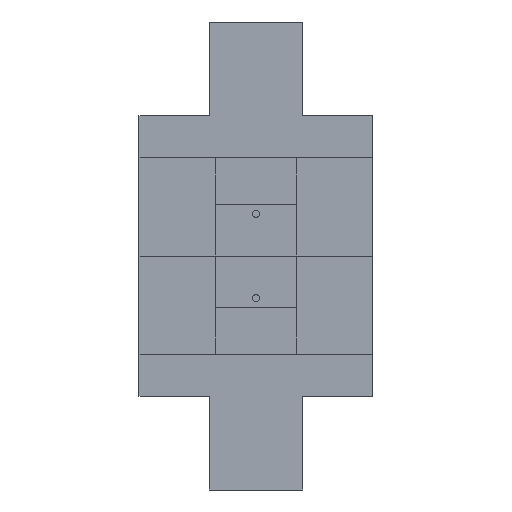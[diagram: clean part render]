
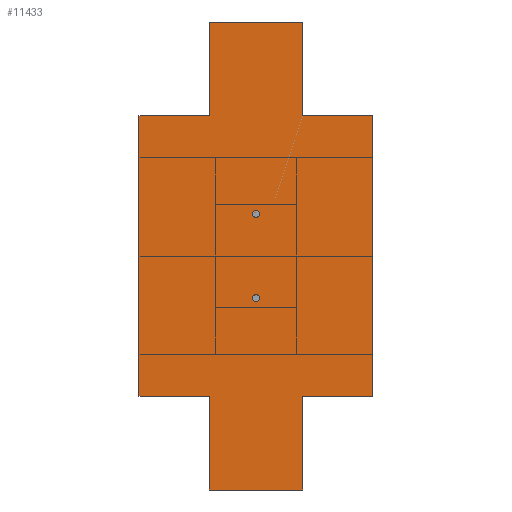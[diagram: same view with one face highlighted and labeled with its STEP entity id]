
A CAD part, front view. The second image highlights one B-rep face of the part: STEP entity #11433.
In plain terms, the highlighted planar face has unit normal (0, -1, 0).
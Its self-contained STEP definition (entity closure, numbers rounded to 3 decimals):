
#11142 = VERTEX_POINT('',#11143);
#11143 = CARTESIAN_POINT('',(2.,-0.425,-6.));
#11149 = EDGE_CURVE('',#11150,#11142,#11152,.T.);
#11150 = VERTEX_POINT('',#11151);
#11151 = CARTESIAN_POINT('',(2.,-0.425,-10.));
#11152 = LINE('',#11153,#11154);
#11153 = CARTESIAN_POINT('',(2.,-0.425,-4.25));
#11154 = VECTOR('',#11155,1.);
#11155 = DIRECTION('',(0.,-0.,1.));
#11180 = VERTEX_POINT('',#11181);
#11181 = CARTESIAN_POINT('',(5.,-0.425,-6.));
#11187 = EDGE_CURVE('',#11142,#11180,#11188,.T.);
#11188 = LINE('',#11189,#11190);
#11189 = CARTESIAN_POINT('',(1.75,-0.425,-6.));
#11190 = VECTOR('',#11191,1.);
#11191 = DIRECTION('',(1.,-0.,0.));
#11213 = VERTEX_POINT('',#11214);
#11214 = CARTESIAN_POINT('',(2.,-0.425,6.));
#11220 = EDGE_CURVE('',#11221,#11213,#11223,.T.);
#11221 = VERTEX_POINT('',#11222);
#11222 = CARTESIAN_POINT('',(5.,-0.425,6.));
#11223 = LINE('',#11224,#11225);
#11224 = CARTESIAN_POINT('',(1.75,-0.425,6.));
#11225 = VECTOR('',#11226,1.);
#11226 = DIRECTION('',(-1.,0.,0.));
#11251 = VERTEX_POINT('',#11252);
#11252 = CARTESIAN_POINT('',(2.,-0.425,10.));
#11258 = EDGE_CURVE('',#11213,#11251,#11259,.T.);
#11259 = LINE('',#11260,#11261);
#11260 = CARTESIAN_POINT('',(2.,-0.425,4.25));
#11261 = VECTOR('',#11262,1.);
#11262 = DIRECTION('',(0.,0.,1.));
#11273 = EDGE_CURVE('',#11274,#11276,#11278,.T.);
#11274 = VERTEX_POINT('',#11275);
#11275 = CARTESIAN_POINT('',(-2.,-0.425,-6.));
#11276 = VERTEX_POINT('',#11277);
#11277 = CARTESIAN_POINT('',(-2.,-0.425,-10.));
#11278 = LINE('',#11279,#11280);
#11279 = CARTESIAN_POINT('',(-2.,-0.425,-4.25));
#11280 = VECTOR('',#11281,1.);
#11281 = DIRECTION('',(0.,0.,-1.));
#11313 = EDGE_CURVE('',#11314,#11274,#11316,.T.);
#11314 = VERTEX_POINT('',#11315);
#11315 = CARTESIAN_POINT('',(-5.,-0.425,-6.));
#11316 = LINE('',#11317,#11318);
#11317 = CARTESIAN_POINT('',(-1.75,-0.425,-6.));
#11318 = VECTOR('',#11319,1.);
#11319 = DIRECTION('',(1.,-0.,0.));
#11344 = EDGE_CURVE('',#11345,#11347,#11349,.T.);
#11345 = VERTEX_POINT('',#11346);
#11346 = CARTESIAN_POINT('',(-2.,-0.425,6.));
#11347 = VERTEX_POINT('',#11348);
#11348 = CARTESIAN_POINT('',(-5.,-0.425,6.));
#11349 = LINE('',#11350,#11351);
#11350 = CARTESIAN_POINT('',(-1.75,-0.425,6.));
#11351 = VECTOR('',#11352,1.);
#11352 = DIRECTION('',(-1.,0.,-0.));
#11384 = EDGE_CURVE('',#11385,#11345,#11387,.T.);
#11385 = VERTEX_POINT('',#11386);
#11386 = CARTESIAN_POINT('',(-2.,-0.425,10.));
#11387 = LINE('',#11388,#11389);
#11388 = CARTESIAN_POINT('',(-2.,-0.425,4.25));
#11389 = VECTOR('',#11390,1.);
#11390 = DIRECTION('',(0.,0.,-1.));
#11416 = EDGE_CURVE('',#11276,#11150,#11417,.T.);
#11417 = LINE('',#11418,#11419);
#11418 = CARTESIAN_POINT('',(0.,-0.425,-10.));
#11419 = VECTOR('',#11420,1.);
#11420 = DIRECTION('',(1.,0.,0.));
#11433 = ADVANCED_FACE('',(#11434),#11463,.F.);
#11434 = FACE_BOUND('',#11435,.T.);
#11435 = EDGE_LOOP('',(#11436,#11437,#11438,#11444,#11445,#11446,#11452,
    #11453,#11454,#11460,#11461,#11462));
#11436 = ORIENTED_EDGE('',*,*,#11149,.T.);
#11437 = ORIENTED_EDGE('',*,*,#11187,.T.);
#11438 = ORIENTED_EDGE('',*,*,#11439,.F.);
#11439 = EDGE_CURVE('',#11221,#11180,#11440,.T.);
#11440 = LINE('',#11441,#11442);
#11441 = CARTESIAN_POINT('',(5.,-0.425,0.));
#11442 = VECTOR('',#11443,1.);
#11443 = DIRECTION('',(0.,0.,-1.));
#11444 = ORIENTED_EDGE('',*,*,#11220,.T.);
#11445 = ORIENTED_EDGE('',*,*,#11258,.T.);
#11446 = ORIENTED_EDGE('',*,*,#11447,.T.);
#11447 = EDGE_CURVE('',#11251,#11385,#11448,.T.);
#11448 = LINE('',#11449,#11450);
#11449 = CARTESIAN_POINT('',(0.,-0.425,10.));
#11450 = VECTOR('',#11451,1.);
#11451 = DIRECTION('',(-1.,0.,0.));
#11452 = ORIENTED_EDGE('',*,*,#11384,.T.);
#11453 = ORIENTED_EDGE('',*,*,#11344,.T.);
#11454 = ORIENTED_EDGE('',*,*,#11455,.T.);
#11455 = EDGE_CURVE('',#11347,#11314,#11456,.T.);
#11456 = LINE('',#11457,#11458);
#11457 = CARTESIAN_POINT('',(-5.,-0.425,0.));
#11458 = VECTOR('',#11459,1.);
#11459 = DIRECTION('',(0.,0.,-1.));
#11460 = ORIENTED_EDGE('',*,*,#11313,.T.);
#11461 = ORIENTED_EDGE('',*,*,#11273,.T.);
#11462 = ORIENTED_EDGE('',*,*,#11416,.T.);
#11463 = PLANE('',#11464);
#11464 = AXIS2_PLACEMENT_3D('',#11465,#11466,#11467);
#11465 = CARTESIAN_POINT('',(0.,-0.425,0.));
#11466 = DIRECTION('',(0.,1.,0.));
#11467 = DIRECTION('',(0.,-0.,1.));
